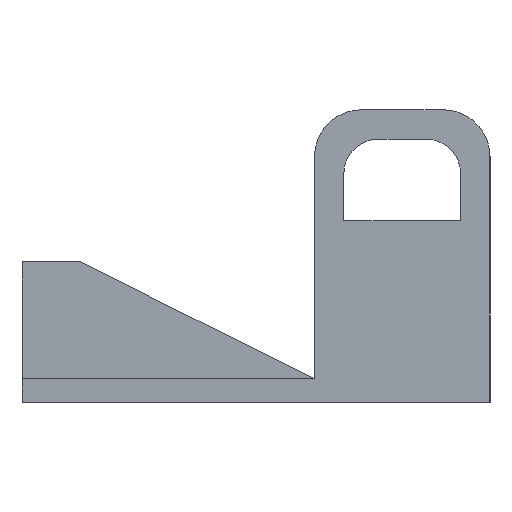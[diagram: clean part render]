
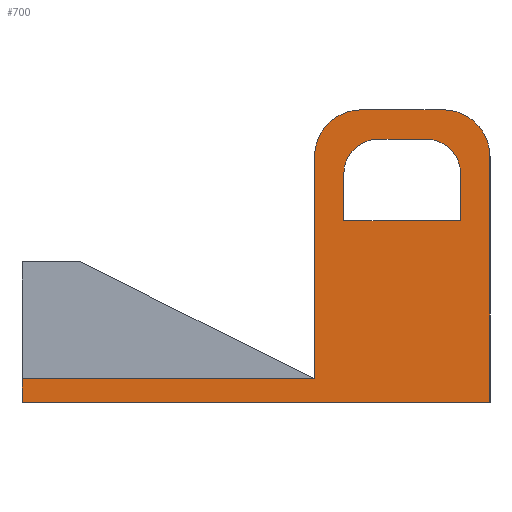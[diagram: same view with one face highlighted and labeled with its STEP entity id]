
A CAD part, left-side view. The second image highlights one B-rep face of the part: STEP entity #700.
In plain terms, the highlighted planar face has unit normal (-1, 0, 0).
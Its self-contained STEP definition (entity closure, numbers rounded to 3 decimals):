
#17=FACE_BOUND('',#102,.T.);
#30=PLANE('',#764);
#61=FACE_OUTER_BOUND('',#101,.T.);
#101=EDGE_LOOP('',(#536,#537,#538,#539,#540,#541,#542,#543));
#102=EDGE_LOOP('',(#544,#545,#546,#547,#548,#549));
#154=LINE('',#1051,#232);
#160=LINE('',#1066,#238);
#168=LINE('',#1091,#246);
#169=LINE('',#1093,#247);
#170=LINE('',#1095,#248);
#171=LINE('',#1096,#249);
#172=LINE('',#1099,#250);
#173=LINE('',#1103,#251);
#174=LINE('',#1107,#252);
#175=LINE('',#1108,#253);
#232=VECTOR('',#843,10.);
#238=VECTOR('',#857,10.);
#246=VECTOR('',#879,10.);
#247=VECTOR('',#880,10.);
#248=VECTOR('',#881,10.);
#249=VECTOR('',#882,10.);
#250=VECTOR('',#883,10.);
#251=VECTOR('',#886,10.);
#252=VECTOR('',#889,10.);
#253=VECTOR('',#890,10.);
#300=CIRCLE('',#755,4.);
#305=CIRCLE('',#763,4.);
#306=CIRCLE('',#765,3.);
#307=CIRCLE('',#766,3.);
#334=VERTEX_POINT('',#1048);
#335=VERTEX_POINT('',#1050);
#337=VERTEX_POINT('',#1056);
#340=VERTEX_POINT('',#1064);
#349=VERTEX_POINT('',#1086);
#350=VERTEX_POINT('',#1090);
#351=VERTEX_POINT('',#1092);
#352=VERTEX_POINT('',#1094);
#353=VERTEX_POINT('',#1097);
#354=VERTEX_POINT('',#1098);
#355=VERTEX_POINT('',#1100);
#356=VERTEX_POINT('',#1102);
#357=VERTEX_POINT('',#1104);
#358=VERTEX_POINT('',#1106);
#402=EDGE_CURVE('',#335,#334,#154,.T.);
#405=EDGE_CURVE('',#337,#334,#300,.T.);
#410=EDGE_CURVE('',#340,#337,#160,.T.);
#420=EDGE_CURVE('',#349,#340,#305,.T.);
#422=EDGE_CURVE('',#350,#349,#168,.T.);
#423=EDGE_CURVE('',#351,#350,#169,.T.);
#424=EDGE_CURVE('',#352,#351,#170,.T.);
#425=EDGE_CURVE('',#352,#335,#171,.T.);
#426=EDGE_CURVE('',#353,#354,#172,.T.);
#427=EDGE_CURVE('',#355,#354,#306,.T.);
#428=EDGE_CURVE('',#355,#356,#173,.T.);
#429=EDGE_CURVE('',#357,#356,#307,.T.);
#430=EDGE_CURVE('',#357,#358,#174,.T.);
#431=EDGE_CURVE('',#358,#353,#175,.T.);
#536=ORIENTED_EDGE('',*,*,#405,.F.);
#537=ORIENTED_EDGE('',*,*,#410,.F.);
#538=ORIENTED_EDGE('',*,*,#420,.F.);
#539=ORIENTED_EDGE('',*,*,#422,.F.);
#540=ORIENTED_EDGE('',*,*,#423,.F.);
#541=ORIENTED_EDGE('',*,*,#424,.F.);
#542=ORIENTED_EDGE('',*,*,#425,.T.);
#543=ORIENTED_EDGE('',*,*,#402,.T.);
#544=ORIENTED_EDGE('',*,*,#426,.T.);
#545=ORIENTED_EDGE('',*,*,#427,.F.);
#546=ORIENTED_EDGE('',*,*,#428,.T.);
#547=ORIENTED_EDGE('',*,*,#429,.F.);
#548=ORIENTED_EDGE('',*,*,#430,.T.);
#549=ORIENTED_EDGE('',*,*,#431,.T.);
#700=ADVANCED_FACE('',(#61,#17),#30,.T.);
#755=AXIS2_PLACEMENT_3D('',#1057,#848,#849);
#763=AXIS2_PLACEMENT_3D('',#1087,#874,#875);
#764=AXIS2_PLACEMENT_3D('',#1089,#877,#878);
#765=AXIS2_PLACEMENT_3D('',#1101,#884,#885);
#766=AXIS2_PLACEMENT_3D('',#1105,#887,#888);
#843=DIRECTION('',(0.,0.,1.));
#848=DIRECTION('center_axis',(1.,0.,0.));
#849=DIRECTION('ref_axis',(0.,-0.707,0.707));
#857=DIRECTION('',(0.,-1.,0.));
#874=DIRECTION('center_axis',(1.,0.,0.));
#875=DIRECTION('ref_axis',(0.,0.707,0.707));
#877=DIRECTION('center_axis',(-1.,0.,0.));
#878=DIRECTION('ref_axis',(0.,-1.,0.));
#879=DIRECTION('',(0.,0.,1.));
#880=DIRECTION('',(0.,-1.,0.));
#881=DIRECTION('',(0.,0.,1.));
#882=DIRECTION('',(0.,-1.,0.));
#883=DIRECTION('',(0.,0.,1.));
#884=DIRECTION('center_axis',(-1.,0.,0.));
#885=DIRECTION('ref_axis',(0.,0.707,0.707));
#886=DIRECTION('',(0.,-1.,0.));
#887=DIRECTION('center_axis',(-1.,0.,0.));
#888=DIRECTION('ref_axis',(0.,-0.707,0.707));
#889=DIRECTION('',(0.,0.,-1.));
#890=DIRECTION('',(0.,1.,0.));
#1048=CARTESIAN_POINT('',(0.,0.,21.));
#1050=CARTESIAN_POINT('',(0.,0.,0.));
#1051=CARTESIAN_POINT('',(0.,0.,0.));
#1056=CARTESIAN_POINT('',(0.,4.,25.));
#1057=CARTESIAN_POINT('Origin',(0.,4.,21.));
#1064=CARTESIAN_POINT('',(0.,11.,25.));
#1066=CARTESIAN_POINT('',(0.,0.,25.));
#1086=CARTESIAN_POINT('',(0.,15.,21.));
#1087=CARTESIAN_POINT('Origin',(0.,11.,21.));
#1089=CARTESIAN_POINT('Origin',(0.,40.,0.));
#1090=CARTESIAN_POINT('',(0.,15.,2.));
#1091=CARTESIAN_POINT('',(0.,15.,0.));
#1092=CARTESIAN_POINT('',(0.,40.,2.));
#1093=CARTESIAN_POINT('',(0.,15.,2.));
#1094=CARTESIAN_POINT('',(0.,40.,0.));
#1095=CARTESIAN_POINT('',(0.,40.,0.));
#1096=CARTESIAN_POINT('',(0.,15.,0.));
#1097=CARTESIAN_POINT('',(0.,12.5,15.5));
#1098=CARTESIAN_POINT('',(0.,12.5,19.5));
#1099=CARTESIAN_POINT('',(0.,12.5,11.25));
#1100=CARTESIAN_POINT('',(0.,9.5,22.5));
#1101=CARTESIAN_POINT('Origin',(0.,9.5,19.5));
#1102=CARTESIAN_POINT('',(0.,5.5,22.5));
#1103=CARTESIAN_POINT('',(0.,21.25,22.5));
#1104=CARTESIAN_POINT('',(0.,2.5,19.5));
#1105=CARTESIAN_POINT('Origin',(0.,5.5,19.5));
#1106=CARTESIAN_POINT('',(0.,2.5,15.5));
#1107=CARTESIAN_POINT('',(0.,2.5,7.75));
#1108=CARTESIAN_POINT('',(0.,26.25,15.5));
